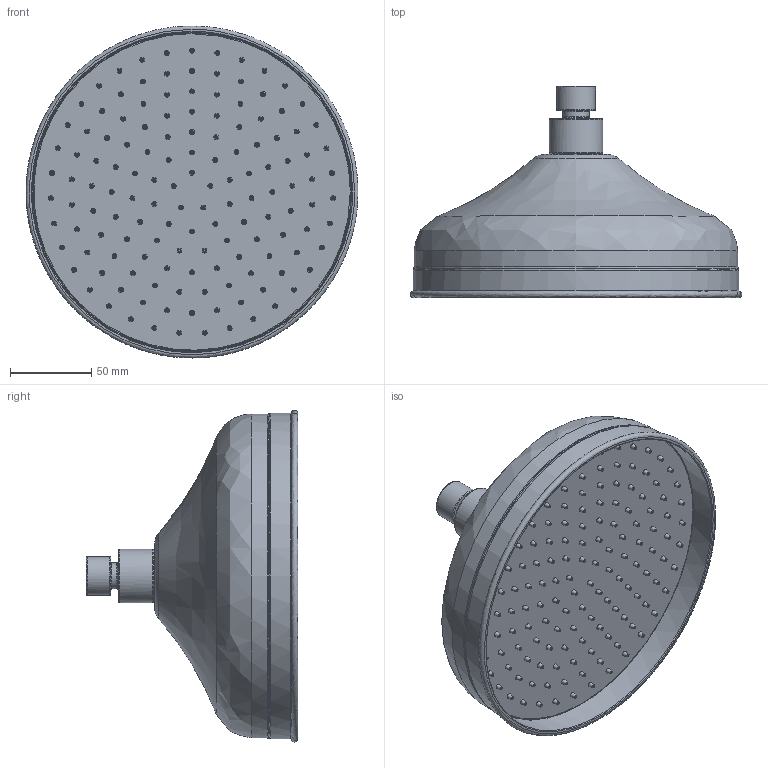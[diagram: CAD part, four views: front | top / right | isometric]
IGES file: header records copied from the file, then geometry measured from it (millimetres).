
Global section: file name: V909-A; native system: Autodesk Inventor 2018; preprocessor: unknown; author: adaniels; date: 20180426.140337; units: millimetre
Bounding box: 203.98 x 130 x 203.99 mm (x, y, z)
Volume: 1387804.5 mm3; surface area: 115409.2 mm2
Topology: 4 solids, 8 shells, 704 faces, 1296 edges, 879 vertices
Faces by surface type: bspline 704
